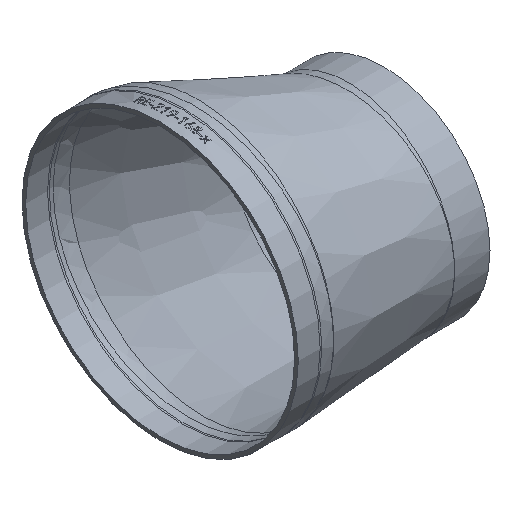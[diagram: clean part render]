
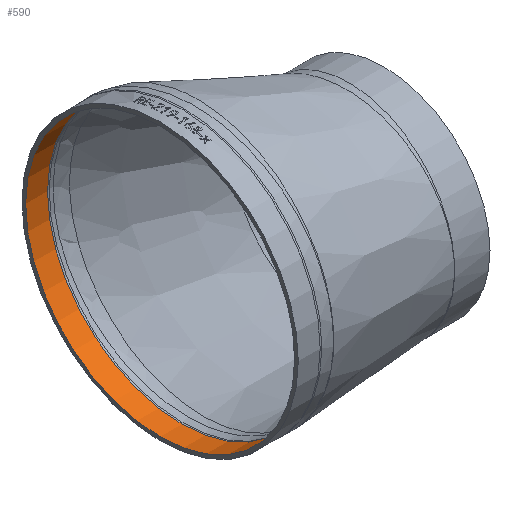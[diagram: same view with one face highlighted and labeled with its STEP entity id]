
A CAD part, isometric view. The second image highlights one B-rep face of the part: STEP entity #590.
In plain terms, the highlighted cylindrical face has radius 106.65 mm (diameter 213.3 mm), a full revolution.
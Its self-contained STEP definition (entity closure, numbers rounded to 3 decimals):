
#15 = EDGE_CURVE ( 'NONE', #14632, #14632, #6941, .T. ) ;
#35 = ORIENTED_EDGE ( 'NONE', *, *, #15, .T. ) ;
#590 = ADVANCED_FACE ( 'NONE', ( #17988, #4210 ), #12585, .F. ) ;
#1256 = CARTESIAN_POINT ( 'NONE',  ( 0., 0., 106.65 ) ) ;
#4210 = FACE_OUTER_BOUND ( 'NONE', #12872, .T. ) ;
#4685 = DIRECTION ( 'NONE',  ( 1., 0., 0. ) ) ;
#6553 = AXIS2_PLACEMENT_3D ( 'NONE', #18679, #9642, #12336 ) ;
#6941 = CIRCLE ( 'NONE', #15346, 106.65 ) ;
#9642 = DIRECTION ( 'NONE',  ( -1., 0., 0. ) ) ;
#10641 = CARTESIAN_POINT ( 'NONE',  ( 17.357, 0., -106.65 ) ) ;
#10907 = CARTESIAN_POINT ( 'NONE',  ( 17.357, 0., 0. ) ) ;
#11542 = EDGE_CURVE ( 'NONE', #18836, #18836, #17442, .T. ) ;
#12114 = CARTESIAN_POINT ( 'NONE',  ( 0., 0., 0. ) ) ;
#12336 = DIRECTION ( 'NONE',  ( 0., 0., 1. ) ) ;
#12585 = CYLINDRICAL_SURFACE ( 'NONE', #6553, 106.65 ) ;
#12872 = EDGE_LOOP ( 'NONE', ( #15955 ) ) ;
#13625 = DIRECTION ( 'NONE',  ( -1., 0., 0. ) ) ;
#14632 = VERTEX_POINT ( 'NONE', #10641 ) ;
#15346 = AXIS2_PLACEMENT_3D ( 'NONE', #10907, #4685, #15654 ) ;
#15654 = DIRECTION ( 'NONE',  ( 0., 0., -1. ) ) ;
#15955 = ORIENTED_EDGE ( 'NONE', *, *, #11542, .T. ) ;
#17442 = CIRCLE ( 'NONE', #19574, 106.65 ) ;
#17988 = FACE_OUTER_BOUND ( 'NONE', #19150, .T. ) ;
#18679 = CARTESIAN_POINT ( 'NONE',  ( -12.031, 0., 0. ) ) ;
#18836 = VERTEX_POINT ( 'NONE', #1256 ) ;
#19150 = EDGE_LOOP ( 'NONE', ( #35 ) ) ;
#19574 = AXIS2_PLACEMENT_3D ( 'NONE', #12114, #13625, #19894 ) ;
#19894 = DIRECTION ( 'NONE',  ( 0., 0., 1. ) ) ;
